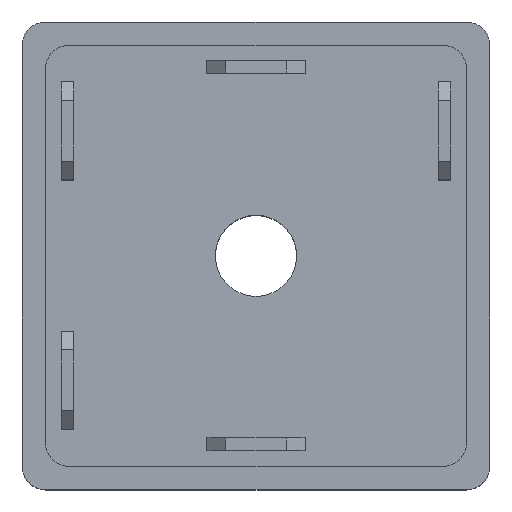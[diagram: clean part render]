
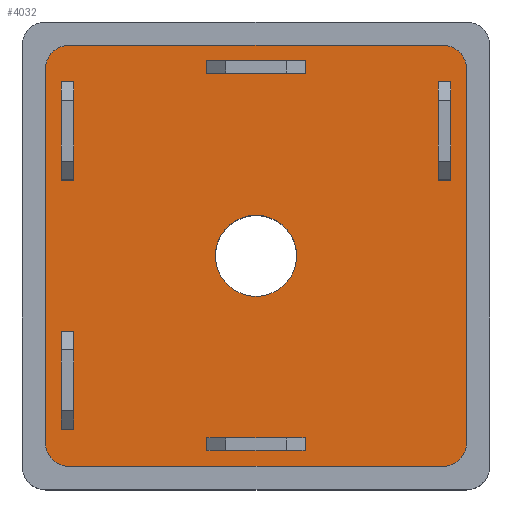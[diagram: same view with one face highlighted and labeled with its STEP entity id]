
A CAD part, top view. The second image highlights one B-rep face of the part: STEP entity #4032.
In plain terms, the highlighted planar face has unit normal (0, 0, 1).
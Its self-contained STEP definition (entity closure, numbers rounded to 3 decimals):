
#3660=CARTESIAN_POINT('',(2.6,0.0,10.2));
#3661=VERTEX_POINT('',#3660);
#3677=CARTESIAN_POINT('',(-2.6,0.,10.2));
#3678=VERTEX_POINT('',#3677);
#3685=CARTESIAN_POINT('',(0.0,0.0,10.2));
#3686=DIRECTION('',(0.0,0.0,-1.0));
#3687=DIRECTION('',(1.0,0.0,0.0));
#3688=AXIS2_PLACEMENT_3D('',#3685,#3686,#3687);
#3689=CIRCLE('',#3688,2.6);
#3690=EDGE_CURVE('',#3661,#3678,#3689,.T.);
#3727=CARTESIAN_POINT('',(0.0,0.0,10.2));
#3728=DIRECTION('',(0.0,0.0,-1.0));
#3729=DIRECTION('',(1.0,0.0,0.0));
#3730=AXIS2_PLACEMENT_3D('',#3727,#3728,#3729);
#3731=CIRCLE('',#3730,2.6);
#3732=EDGE_CURVE('',#3678,#3661,#3731,.T.);
#3773=CARTESIAN_POINT('',(-13.5,12.0,10.2));
#3774=VERTEX_POINT('',#3773);
#3781=CARTESIAN_POINT('',(-12.,13.5,10.2));
#3782=VERTEX_POINT('',#3781);
#3783=CARTESIAN_POINT('',(-12.,12.0,10.2));
#3784=DIRECTION('',(0.0,0.0,-1.0));
#3785=DIRECTION('',(-0.707,0.707,0.0));
#3786=AXIS2_PLACEMENT_3D('',#3783,#3784,#3785);
#3787=CIRCLE('',#3786,1.5);
#3788=EDGE_CURVE('',#3774,#3782,#3787,.T.);
#3812=CARTESIAN_POINT('',(-13.5,-12.,10.2));
#3813=VERTEX_POINT('',#3812);
#3820=CARTESIAN_POINT('',(-13.5,-12.,10.2));
#3821=DIRECTION('',(0.0,1.0,0.0));
#3822=VECTOR('',#3821,24.);
#3823=LINE('',#3820,#3822);
#3824=EDGE_CURVE('',#3813,#3774,#3823,.T.);
#3844=CARTESIAN_POINT('',(-12.,-13.5,10.2));
#3845=VERTEX_POINT('',#3844);
#3852=CARTESIAN_POINT('',(-12.,-12.,10.2));
#3853=DIRECTION('',(0.0,0.0,-1.0));
#3854=DIRECTION('',(-0.707,-0.707,0.0));
#3855=AXIS2_PLACEMENT_3D('',#3852,#3853,#3854);
#3856=CIRCLE('',#3855,1.5);
#3857=EDGE_CURVE('',#3845,#3813,#3856,.T.);
#3876=CARTESIAN_POINT('',(12.,-13.5,10.2));
#3877=VERTEX_POINT('',#3876);
#3884=CARTESIAN_POINT('',(12.,-13.5,10.2));
#3885=DIRECTION('',(-1.0,0.0,0.0));
#3886=VECTOR('',#3885,24.0);
#3887=LINE('',#3884,#3886);
#3888=EDGE_CURVE('',#3877,#3845,#3887,.T.);
#3908=CARTESIAN_POINT('',(13.5,-12.,10.2));
#3909=VERTEX_POINT('',#3908);
#3916=CARTESIAN_POINT('',(12.,-12.,10.2));
#3917=DIRECTION('',(0.0,0.0,-1.0));
#3918=DIRECTION('',(0.707,-0.707,0.0));
#3919=AXIS2_PLACEMENT_3D('',#3916,#3917,#3918);
#3920=CIRCLE('',#3919,1.5);
#3921=EDGE_CURVE('',#3909,#3877,#3920,.T.);
#3940=CARTESIAN_POINT('',(13.5,12.0,10.2));
#3941=VERTEX_POINT('',#3940);
#3948=CARTESIAN_POINT('',(13.5,12.0,10.2));
#3949=DIRECTION('',(0.0,-1.0,0.0));
#3950=VECTOR('',#3949,24.);
#3951=LINE('',#3948,#3950);
#3952=EDGE_CURVE('',#3941,#3909,#3951,.T.);
#3972=CARTESIAN_POINT('',(12.,13.5,10.2));
#3973=VERTEX_POINT('',#3972);
#3980=CARTESIAN_POINT('',(12.,12.0,10.2));
#3981=DIRECTION('',(0.0,0.0,-1.0));
#3982=DIRECTION('',(0.707,0.707,0.0));
#3983=AXIS2_PLACEMENT_3D('',#3980,#3981,#3982);
#3984=CIRCLE('',#3983,1.5);
#3985=EDGE_CURVE('',#3973,#3941,#3984,.T.);
#4003=CARTESIAN_POINT('',(-12.,13.5,10.2));
#4004=DIRECTION('',(1.0,0.0,0.0));
#4005=VECTOR('',#4004,24.0);
#4006=LINE('',#4003,#4005);
#4007=EDGE_CURVE('',#3782,#3973,#4006,.T.);
#4013=CARTESIAN_POINT('',(0.,0.0,10.2));
#4014=DIRECTION('',(0.0,0.0,1.0));
#4015=DIRECTION('',(1.0,0.0,0.0));
#4016=AXIS2_PLACEMENT_3D('',#4013,#4014,#4015);
#4017=PLANE('',#4016);
#4018=ORIENTED_EDGE('',*,*,#4007,.F.);
#4019=ORIENTED_EDGE('',*,*,#3788,.F.);
#4020=ORIENTED_EDGE('',*,*,#3824,.F.);
#4021=ORIENTED_EDGE('',*,*,#3857,.F.);
#4022=ORIENTED_EDGE('',*,*,#3888,.F.);
#4023=ORIENTED_EDGE('',*,*,#3921,.F.);
#4024=ORIENTED_EDGE('',*,*,#3952,.F.);
#4025=ORIENTED_EDGE('',*,*,#3985,.F.);
#4026=EDGE_LOOP('',(#4018,#4019,#4020,#4021,#4022,#4023,#4024,#4025));
#4027=FACE_OUTER_BOUND('',#4026,.T.);
#4028=ORIENTED_EDGE('',*,*,#3690,.T.);
#4029=ORIENTED_EDGE('',*,*,#3732,.T.);
#4030=EDGE_LOOP('',(#4028,#4029));
#4031=FACE_BOUND('',#4030,.T.);
#4032=ADVANCED_FACE('',(#4027,#4031),#4017,.T.);
